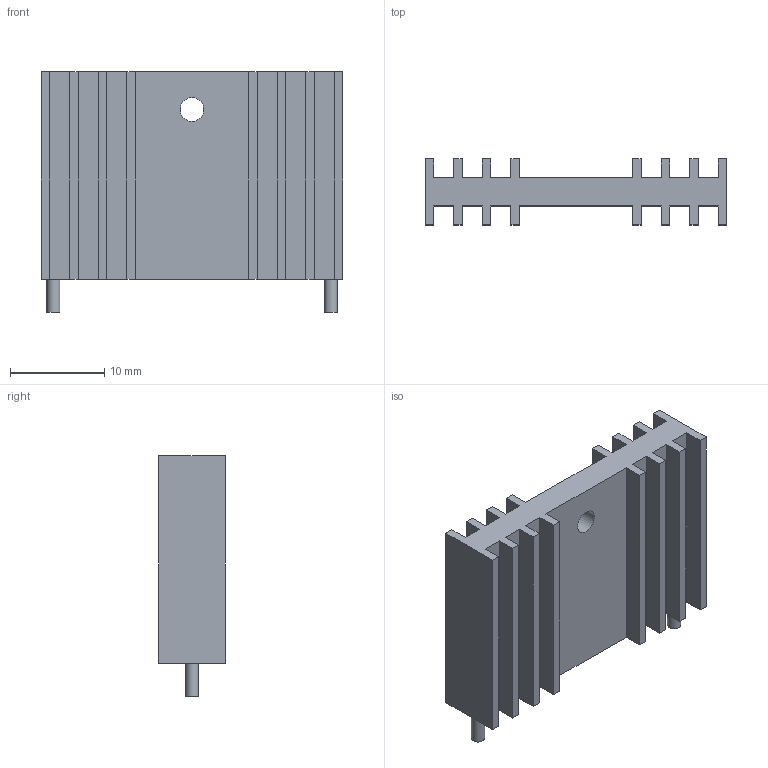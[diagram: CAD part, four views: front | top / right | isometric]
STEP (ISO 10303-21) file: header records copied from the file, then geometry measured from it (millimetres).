
FILE_DESCRIPTION(('FreeCAD Model'),'2;1');
FILE_NAME('Open CASCADE Shape Model','2026-01-11T16:20:15',(''),(''), 'Open CASCADE STEP processor 7.8','FreeCAD','Unknown');
FILE_SCHEMA(('AUTOMOTIVE_DESIGN { 1 0 10303 214 1 1 1 1 }'));
Length unit declared in the file: millimetre
Products named in the file (1): Pin
Bounding box: 32 x 7 x 25.5 mm (x, y, z)
Volume: 2741.6 mm3; surface area: 3242.1 mm2
Topology: 1 solids, 1 shells, 67 faces, 189 edges, 126 vertices
Faces by surface type: plane 64, cylinder 3
Full cylindrical faces by diameter (mm): 1.4 x2, 2.5 x1
Entity records: 2155 total; most frequent: CARTESIAN_POINT 383, ORIENTED_EDGE 378, DIRECTION 331, EDGE_CURVE 189, LINE 183, VECTOR 183, VERTEX_POINT 126, AXIS2_PLACEMENT_3D 74
